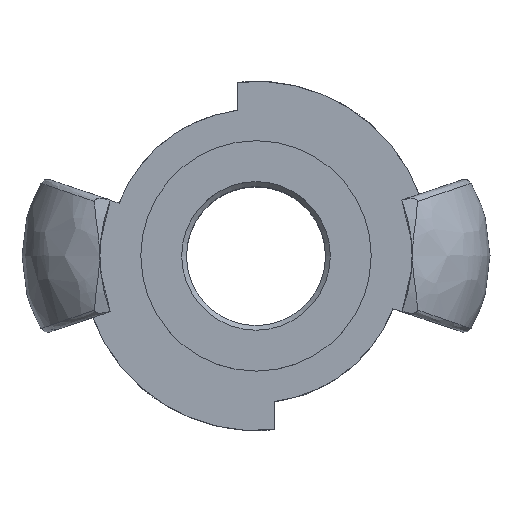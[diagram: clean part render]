
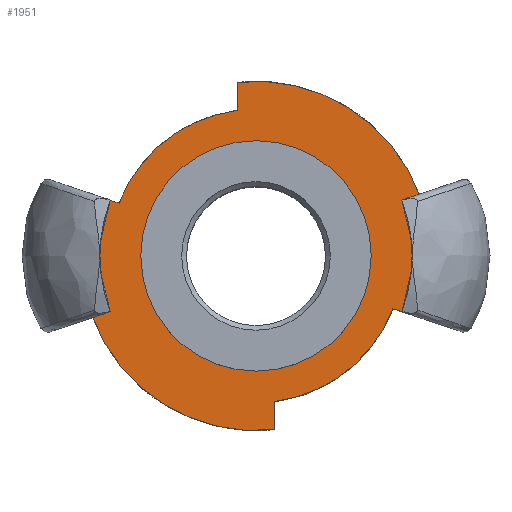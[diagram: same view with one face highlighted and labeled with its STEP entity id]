
A CAD part, top view. The second image highlights one B-rep face of the part: STEP entity #1951.
In plain terms, the highlighted planar face has unit normal (0, 0, 1).
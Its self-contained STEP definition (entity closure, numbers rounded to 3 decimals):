
#26=FACE_BOUND('',#307,.T.);
#125=PLANE('',#2122);
#198=FACE_OUTER_BOUND('',#306,.T.);
#306=EDGE_LOOP('',(#1445,#1446,#1447,#1448,#1449,#1450,#1451,#1452,#1453,
#1454,#1455,#1456));
#307=EDGE_LOOP('',(#1457));
#411=LINE('',#3077,#504);
#422=LINE('',#3258,#515);
#426=LINE('',#3284,#519);
#430=LINE('',#3310,#523);
#433=LINE('',#3327,#526);
#436=LINE('',#3550,#529);
#504=VECTOR('',#2431,10.);
#515=VECTOR('',#2472,10.);
#519=VECTOR('',#2480,10.);
#523=VECTOR('',#2496,10.);
#526=VECTOR('',#2501,10.);
#529=VECTOR('',#2508,10.);
#596=CIRCLE('',#2079,25.5);
#598=CIRCLE('',#2082,25.5);
#606=CIRCLE('',#2100,23.497);
#611=CIRCLE('',#2112,23.5);
#612=CIRCLE('',#2123,19.75);
#613=CIRCLE('',#2124,19.75);
#614=CIRCLE('',#2125,15.5);
#745=VERTEX_POINT('',#2966);
#746=VERTEX_POINT('',#2968);
#749=VERTEX_POINT('',#2993);
#750=VERTEX_POINT('',#2995);
#757=VERTEX_POINT('',#3070);
#760=VERTEX_POINT('',#3075);
#776=VERTEX_POINT('',#3199);
#777=VERTEX_POINT('',#3201);
#781=VERTEX_POINT('',#3282);
#784=VERTEX_POINT('',#3292);
#789=VERTEX_POINT('',#3326);
#801=VERTEX_POINT('',#3549);
#808=VERTEX_POINT('',#3966);
#953=EDGE_CURVE('',#745,#746,#596,.T.);
#958=EDGE_CURVE('',#749,#750,#598,.T.);
#973=EDGE_CURVE('',#757,#760,#411,.T.);
#991=EDGE_CURVE('',#777,#776,#606,.T.);
#999=EDGE_CURVE('',#777,#749,#422,.T.);
#1004=EDGE_CURVE('',#776,#781,#426,.T.);
#1008=EDGE_CURVE('',#784,#757,#611,.T.);
#1012=EDGE_CURVE('',#784,#745,#430,.T.);
#1016=EDGE_CURVE('',#750,#789,#433,.T.);
#1032=EDGE_CURVE('',#746,#801,#436,.T.);
#1049=EDGE_CURVE('',#801,#781,#612,.T.);
#1050=EDGE_CURVE('',#789,#760,#613,.T.);
#1051=EDGE_CURVE('',#808,#808,#614,.T.);
#1445=ORIENTED_EDGE('',*,*,#1016,.F.);
#1446=ORIENTED_EDGE('',*,*,#958,.F.);
#1447=ORIENTED_EDGE('',*,*,#999,.F.);
#1448=ORIENTED_EDGE('',*,*,#991,.T.);
#1449=ORIENTED_EDGE('',*,*,#1004,.T.);
#1450=ORIENTED_EDGE('',*,*,#1049,.F.);
#1451=ORIENTED_EDGE('',*,*,#1032,.F.);
#1452=ORIENTED_EDGE('',*,*,#953,.F.);
#1453=ORIENTED_EDGE('',*,*,#1012,.F.);
#1454=ORIENTED_EDGE('',*,*,#1008,.T.);
#1455=ORIENTED_EDGE('',*,*,#973,.T.);
#1456=ORIENTED_EDGE('',*,*,#1050,.F.);
#1457=ORIENTED_EDGE('',*,*,#1051,.T.);
#1951=ADVANCED_FACE('',(#198,#26),#125,.F.);
#2079=AXIS2_PLACEMENT_3D('',#2969,#2397,#2398);
#2082=AXIS2_PLACEMENT_3D('',#2996,#2405,#2406);
#2100=AXIS2_PLACEMENT_3D('',#3202,#2458,#2459);
#2112=AXIS2_PLACEMENT_3D('',#3293,#2490,#2491);
#2122=AXIS2_PLACEMENT_3D('',#3963,#2520,#2521);
#2123=AXIS2_PLACEMENT_3D('',#3964,#2522,#2523);
#2124=AXIS2_PLACEMENT_3D('',#3965,#2524,#2525);
#2125=AXIS2_PLACEMENT_3D('',#3967,#2526,#2527);
#2397=DIRECTION('center_axis',(0.,0.,-1.));
#2398=DIRECTION('ref_axis',(0.,-1.,0.));
#2405=DIRECTION('center_axis',(0.,0.,-1.));
#2406=DIRECTION('ref_axis',(0.,-1.,0.));
#2431=DIRECTION('',(0.,1.,0.));
#2458=DIRECTION('center_axis',(0.,0.,1.));
#2459=DIRECTION('ref_axis',(0.936,0.353,0.));
#2472=DIRECTION('',(0.948,0.319,0.));
#2480=DIRECTION('',(0.,-1.,0.));
#2490=DIRECTION('center_axis',(0.,0.,1.));
#2491=DIRECTION('ref_axis',(-0.936,-0.353,0.));
#2496=DIRECTION('',(-0.948,-0.319,0.));
#2501=DIRECTION('',(-0.948,0.319,0.));
#2508=DIRECTION('',(0.948,-0.319,0.));
#2520=DIRECTION('center_axis',(0.,0.,-1.));
#2521=DIRECTION('ref_axis',(-1.,0.,0.));
#2522=DIRECTION('center_axis',(0.,0.,-1.));
#2523=DIRECTION('ref_axis',(-1.,0.,0.));
#2524=DIRECTION('center_axis',(0.,0.,-1.));
#2525=DIRECTION('ref_axis',(-1.,0.,0.));
#2526=DIRECTION('center_axis',(0.,0.,-1.));
#2527=DIRECTION('ref_axis',(0.,1.,0.));
#2966=CARTESIAN_POINT('',(-23.883,-8.937,1.162));
#2968=CARTESIAN_POINT('',(-23.883,8.937,1.162));
#2969=CARTESIAN_POINT('Origin',(0.,0.,1.162));
#2993=CARTESIAN_POINT('',(23.883,8.937,1.162));
#2995=CARTESIAN_POINT('',(23.883,-8.937,1.162));
#2996=CARTESIAN_POINT('Origin',(0.,0.,1.162));
#3070=CARTESIAN_POINT('',(2.5,-23.367,1.162));
#3075=CARTESIAN_POINT('',(2.5,-19.591,1.162));
#3077=CARTESIAN_POINT('',(2.5,0.,1.162));
#3199=CARTESIAN_POINT('',(-2.5,23.364,1.162));
#3201=CARTESIAN_POINT('',(21.984,8.298,1.162));
#3202=CARTESIAN_POINT('Origin',(0.,0.,1.162));
#3258=CARTESIAN_POINT('',(7.151,3.302,1.162));
#3282=CARTESIAN_POINT('',(-2.5,19.591,1.162));
#3284=CARTESIAN_POINT('',(-2.5,0.,1.162));
#3292=CARTESIAN_POINT('',(-21.986,-8.299,1.162));
#3293=CARTESIAN_POINT('Origin',(0.,0.,1.162));
#3310=CARTESIAN_POINT('',(-11.008,-4.601,1.162));
#3326=CARTESIAN_POINT('',(18.429,-7.101,1.162));
#3327=CARTESIAN_POINT('',(16.054,-6.301,1.162));
#3549=CARTESIAN_POINT('',(-18.429,7.101,1.162));
#3550=CARTESIAN_POINT('',(-12.197,5.002,1.162));
#3963=CARTESIAN_POINT('Origin',(0.,-12.75,1.162));
#3964=CARTESIAN_POINT('Origin',(0.,0.,1.162));
#3965=CARTESIAN_POINT('Origin',(0.,0.,1.162));
#3966=CARTESIAN_POINT('',(0.,-15.5,1.162));
#3967=CARTESIAN_POINT('Origin',(0.,0.,1.162));
